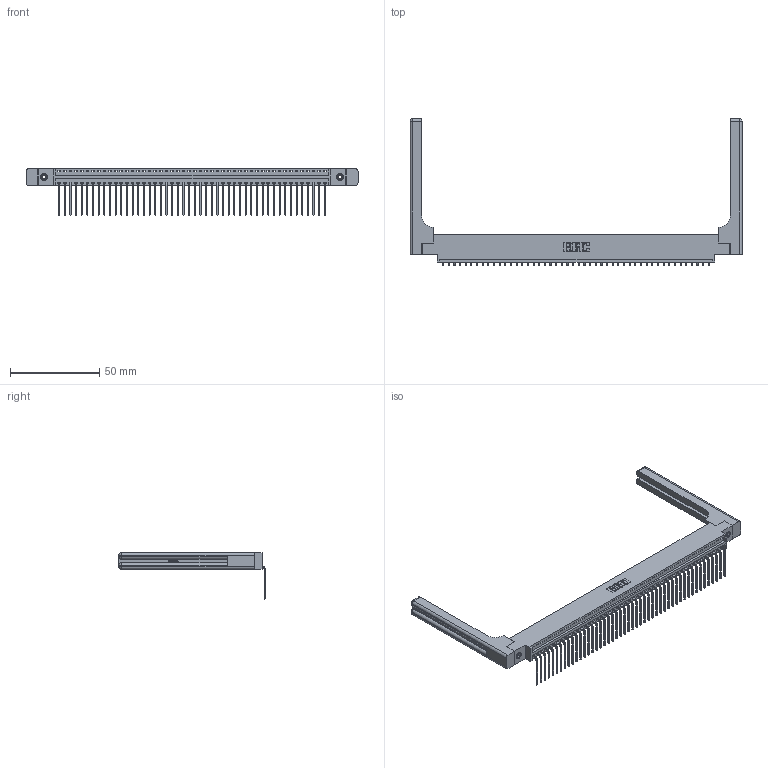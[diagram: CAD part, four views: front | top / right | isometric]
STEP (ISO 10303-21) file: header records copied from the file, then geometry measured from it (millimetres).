
FILE_DESCRIPTION (( 'STEP AP203' ), '1' );
FILE_NAME ('396-048-559-658.STEP', '2019-10-31T23:36:39', ( '' ), ( '' ), 'SwSTEP 2.0', 'SolidWorks 2016', '' );
FILE_SCHEMA (( 'CONFIG_CONTROL_DESIGN' ));
Length unit declared in the file: inch
Products named in the file (5): 345-250-001_345-250-001-102; 346-220-058_345-220-058; 396-048-559-658; 346 Part_0.170 Offset - 0.156 Dia-TH; 345-292-001_558 559 Tail - 1
Assembly tree (53 placements, depth 2):
  396-048-559-658
    346 Part_0.170 Offset - 0.156 Dia-TH
    345-292-001_558 559 Tail - 1  x48
    345-250-001_345-250-001-102  x2
    346-220-058_345-220-058  x2
Bounding box: 186.46 x 82.36 x 26.16 mm (x, y, z)
Volume: 25413.5 mm3; surface area: 28715.3 mm2
Topology: 53 solids, 53 shells, 3262 faces, 9743 edges, 6410 vertices
Faces by surface type: plane 2244, cylinder 958, bspline 36, cone 12, sphere 8, torus 4
Entity records: 34380 total; most frequent: CARTESIAN_POINT 6873, ORIENTED_EDGE 5652, DIRECTION 4986, EDGE_CURVE 2826, VECTOR 2410, LINE 2410, VERTEX_POINT 1874, AXIS2_PLACEMENT_3D 1288
